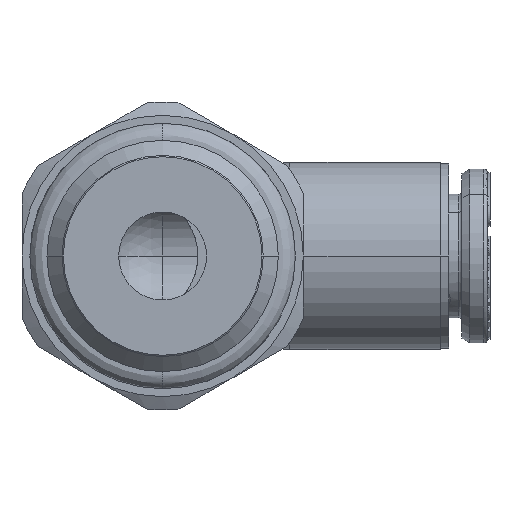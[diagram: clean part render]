
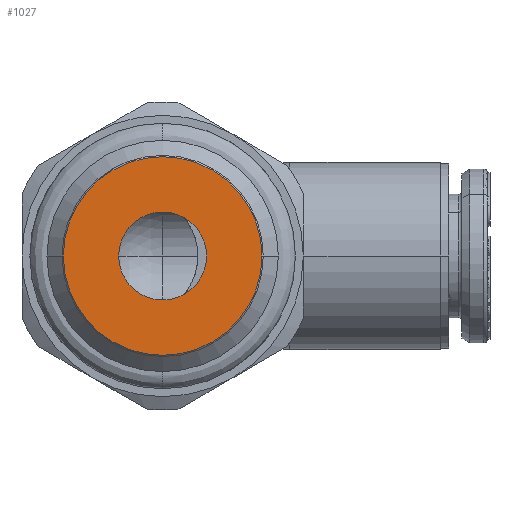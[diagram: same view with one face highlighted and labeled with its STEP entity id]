
A CAD part, front view. The second image highlights one B-rep face of the part: STEP entity #1027.
In plain terms, the highlighted planar face has unit normal (0, -1, 0).
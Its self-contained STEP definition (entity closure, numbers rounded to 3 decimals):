
#1027=ADVANCED_FACE('',(#2672,#2673),#2674,.T.);
#2672=FACE_OUTER_BOUND('',#5922,.T.);
#2673=FACE_BOUND('',#5923,.T.);
#2674=PLANE('',#5924);
#5922=EDGE_LOOP('',(#12217,#12218));
#5923=EDGE_LOOP('',(#12219,#12220));
#5924=AXIS2_PLACEMENT_3D('',#12221,#12222,#12223);
#12217=ORIENTED_EDGE('',*,*,#14498,.F.);
#12218=ORIENTED_EDGE('',*,*,#14499,.F.);
#12219=ORIENTED_EDGE('',*,*,#14500,.F.);
#12220=ORIENTED_EDGE('',*,*,#14497,.F.);
#12221=CARTESIAN_POINT('',(0.0,-27.0,0.0));
#12222=DIRECTION('',(0.0,-1.0,0.0));
#12223=DIRECTION('',(0.0,0.0,-1.0));
#14497=EDGE_CURVE('',#17864,#17862,#17866,.T.);
#14498=EDGE_CURVE('',#17867,#17868,#17869,.T.);
#14499=EDGE_CURVE('',#17868,#17867,#17870,.T.);
#14500=EDGE_CURVE('',#17862,#17864,#17871,.T.);
#17862=VERTEX_POINT('',#24609);
#17864=VERTEX_POINT('',#24612);
#17866=CIRCLE('',#24615,2.5);
#17867=VERTEX_POINT('',#24616);
#17868=VERTEX_POINT('',#24617);
#17869=CIRCLE('',#24618,5.65);
#17870=CIRCLE('',#24619,5.65);
#17871=CIRCLE('',#24620,2.5);
#24609=CARTESIAN_POINT('',(0.0,-27.0,-2.5));
#24612=CARTESIAN_POINT('',(0.0,-27.0,2.5));
#24615=AXIS2_PLACEMENT_3D('',#28079,#28080,#28081);
#24616=CARTESIAN_POINT('',(5.65,-27.0,0.0));
#24617=CARTESIAN_POINT('',(-5.65,-27.0,0.0));
#24618=AXIS2_PLACEMENT_3D('',#28082,#28083,#28084);
#24619=AXIS2_PLACEMENT_3D('',#28085,#28086,#28087);
#24620=AXIS2_PLACEMENT_3D('',#28088,#28089,#28090);
#28079=CARTESIAN_POINT('',(0.0,-27.0,0.0));
#28080=DIRECTION('',(0.0,-1.0,0.0));
#28081=DIRECTION('',(0.0,0.0,1.0));
#28082=CARTESIAN_POINT('',(0.0,-27.0,0.0));
#28083=DIRECTION('',(-0.0,1.0,0.0));
#28084=DIRECTION('',(1.0,0.0,0.0));
#28085=CARTESIAN_POINT('',(0.0,-27.0,0.0));
#28086=DIRECTION('',(0.0,1.0,0.0));
#28087=DIRECTION('',(-1.0,0.0,0.0));
#28088=CARTESIAN_POINT('',(0.0,-27.0,0.0));
#28089=DIRECTION('',(0.0,-1.0,0.0));
#28090=DIRECTION('',(0.0,0.0,-1.0));
